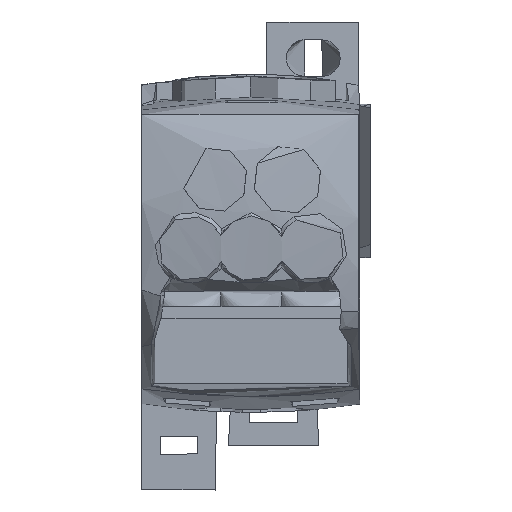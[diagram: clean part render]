
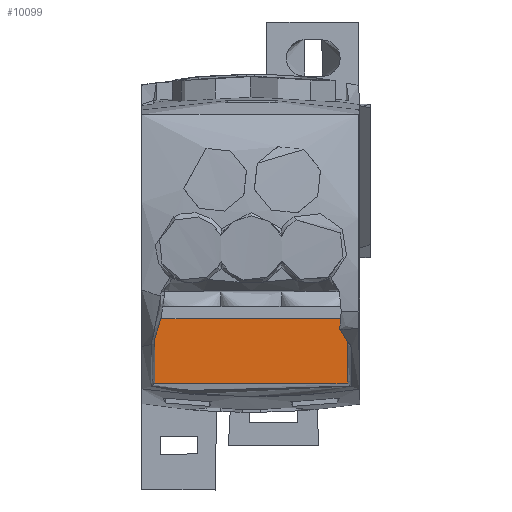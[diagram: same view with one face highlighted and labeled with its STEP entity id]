
A CAD part, top view. The second image highlights one B-rep face of the part: STEP entity #10099.
In plain terms, the highlighted planar face has unit normal (0, -0.009, 1).
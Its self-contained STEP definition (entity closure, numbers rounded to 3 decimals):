
#10056=AXIS2_PLACEMENT_3D('Plane Axis2P3D',#10053,#10054,#10055) ;
#7777=CARTESIAN_POINT('Line Origine',(29.918,22.647,30.66)) ;
#7781=CARTESIAN_POINT('Vertex',(29.918,20.454,30.641)) ;
#7783=CARTESIAN_POINT('Vertex',(29.918,24.839,30.678)) ;
#7786=CARTESIAN_POINT('Line Origine',(29.918,18.048,30.62)) ;
#7790=CARTESIAN_POINT('Vertex',(29.918,15.642,30.599)) ;
#7948=CARTESIAN_POINT('Vertex',(29.979,15.383,30.596)) ;
#7985=CARTESIAN_POINT('Control Point',(29.918,15.642,30.599)) ;
#7986=CARTESIAN_POINT('Control Point',(29.918,15.552,30.598)) ;
#7987=CARTESIAN_POINT('Control Point',(29.939,15.463,30.597)) ;
#7988=CARTESIAN_POINT('Control Point',(29.979,15.383,30.596)) ;
#8544=CARTESIAN_POINT('Vertex',(1.918,15.642,30.599)) ;
#8547=CARTESIAN_POINT('Line Origine',(1.918,20.24,30.639)) ;
#8551=CARTESIAN_POINT('Vertex',(1.918,24.839,30.678)) ;
#10053=CARTESIAN_POINT('Axis2P3D Location',(15.918,11.558,30.563)) ;
#10058=CARTESIAN_POINT('Line Origine',(15.918,24.839,30.679)) ;
#10064=CARTESIAN_POINT('Control Point',(1.918,15.642,30.599)) ;
#10065=CARTESIAN_POINT('Control Point',(1.918,15.588,30.598)) ;
#10066=CARTESIAN_POINT('Control Point',(1.912,15.535,30.598)) ;
#10067=CARTESIAN_POINT('Control Point',(1.9,15.481,30.597)) ;
#10068=CARTESIAN_POINT('Control Point',(1.881,15.431,30.597)) ;
#10069=CARTESIAN_POINT('Control Point',(1.857,15.383,30.596)) ;
#10070=CARTESIAN_POINT('Vertex',(1.857,15.383,30.596)) ;
#10074=CARTESIAN_POINT('Control Point',(1.857,15.383,30.596)) ;
#10075=CARTESIAN_POINT('Control Point',(2.889,15.254,30.595)) ;
#10076=CARTESIAN_POINT('Control Point',(3.922,15.137,30.594)) ;
#10077=CARTESIAN_POINT('Control Point',(4.957,15.031,30.593)) ;
#10078=CARTESIAN_POINT('Control Point',(10.147,14.563,30.589)) ;
#10079=CARTESIAN_POINT('Control Point',(15.36,14.393,30.588)) ;
#10080=CARTESIAN_POINT('Control Point',(19.536,14.45,30.588)) ;
#10081=CARTESIAN_POINT('Control Point',(23.917,14.711,30.59)) ;
#10082=CARTESIAN_POINT('Control Point',(28.276,15.183,30.595)) ;
#10083=CARTESIAN_POINT('Control Point',(28.489,15.206,30.595)) ;
#10084=CARTESIAN_POINT('Control Point',(28.915,15.255,30.595)) ;
#10085=CARTESIAN_POINT('Control Point',(29.341,15.305,30.596)) ;
#10086=CARTESIAN_POINT('Control Point',(29.553,15.33,30.596)) ;
#10087=CARTESIAN_POINT('Control Point',(29.766,15.357,30.596)) ;
#10088=CARTESIAN_POINT('Control Point',(29.979,15.383,30.596)) ;
#7778=DIRECTION('Vector Direction',(0.,1.,0.009)) ;
#7787=DIRECTION('Vector Direction',(0.,1.,0.009)) ;
#8548=DIRECTION('Vector Direction',(0.,-1.,-0.009)) ;
#10054=DIRECTION('Axis2P3D Direction',(0.,0.009,-1.)) ;
#10055=DIRECTION('Axis2P3D XDirection',(0.,1.,0.009)) ;
#10059=DIRECTION('Vector Direction',(1.,0.,0.)) ;
#7779=VECTOR('Line Direction',#7778,1.) ;
#7788=VECTOR('Line Direction',#7787,1.) ;
#8549=VECTOR('Line Direction',#8548,1.) ;
#10060=VECTOR('Line Direction',#10059,1.) ;
#10091=ORIENTED_EDGE('',*,*,#10062,.F.) ;
#10092=ORIENTED_EDGE('',*,*,#8553,.T.) ;
#10093=ORIENTED_EDGE('',*,*,#10072,.T.) ;
#10094=ORIENTED_EDGE('',*,*,#10089,.T.) ;
#10095=ORIENTED_EDGE('',*,*,#7989,.F.) ;
#10096=ORIENTED_EDGE('',*,*,#7792,.T.) ;
#10097=ORIENTED_EDGE('',*,*,#7785,.T.) ;
#10099=ADVANCED_FACE('WPD 104 1X25+1X16/2X16+3X10 BL',(#10098),#10057,.F.) ;
#7984=B_SPLINE_CURVE_WITH_KNOTS('',3,(#7985,#7986,#7987,#7988),.UNSPECIFIED.,.F.,.U.,(4,4),(0.,0.392),.UNSPECIFIED.) ;
#10063=B_SPLINE_CURVE_WITH_KNOTS('',5,(#10064,#10065,#10066,#10067,#10068,#10069),.UNSPECIFIED.,.F.,.U.,(6,6),(0.,0.38),.UNSPECIFIED.) ;
#10073=B_SPLINE_CURVE_WITH_KNOTS('',5,(#10074,#10075,#10076,#10077,#10078,#10079,#10080,#10081,#10082,#10083,#10084,#10085,#10086,#10087,#10088),.UNSPECIFIED.,.F.,.U.,(6,3,3,3,6),(0.,7.356,36.852,38.368,39.883),.UNSPECIFIED.) ;
#7785=EDGE_CURVE('',#7782,#7784,#7780,.T.) ;
#7792=EDGE_CURVE('',#7791,#7782,#7789,.T.) ;
#7989=EDGE_CURVE('',#7791,#7949,#7984,.T.) ;
#8553=EDGE_CURVE('',#8552,#8545,#8550,.T.) ;
#10062=EDGE_CURVE('',#8552,#7784,#10061,.T.) ;
#10072=EDGE_CURVE('',#8545,#10071,#10063,.T.) ;
#10089=EDGE_CURVE('',#10071,#7949,#10073,.T.) ;
#10090=EDGE_LOOP('',(#10091,#10092,#10093,#10094,#10095,#10096,#10097)) ;
#10098=FACE_OUTER_BOUND('',#10090,.T.) ;
#7780=LINE('Line',#7777,#7779) ;
#7789=LINE('Line',#7786,#7788) ;
#8550=LINE('Line',#8547,#8549) ;
#10061=LINE('Line',#10058,#10060) ;
#10057=PLANE('',#10056) ;
#7782=VERTEX_POINT('',#7781) ;
#7784=VERTEX_POINT('',#7783) ;
#7791=VERTEX_POINT('',#7790) ;
#7949=VERTEX_POINT('',#7948) ;
#8545=VERTEX_POINT('',#8544) ;
#8552=VERTEX_POINT('',#8551) ;
#10071=VERTEX_POINT('',#10070) ;
